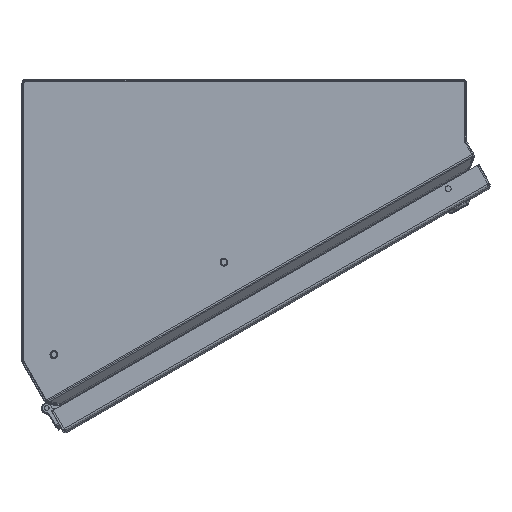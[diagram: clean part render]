
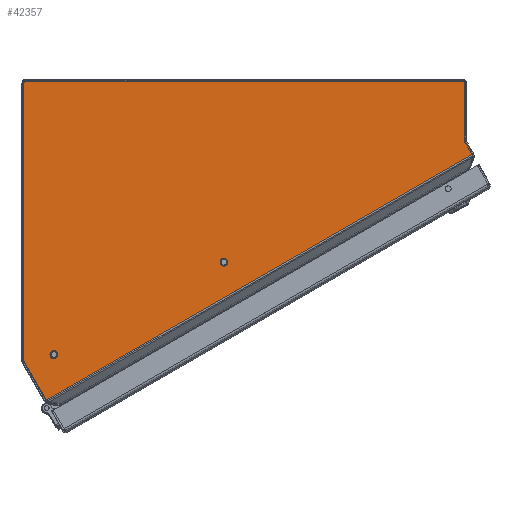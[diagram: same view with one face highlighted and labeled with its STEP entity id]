
A CAD part, top view. The second image highlights one B-rep face of the part: STEP entity #42357.
In plain terms, the highlighted planar face has unit normal (0, 0, 1).
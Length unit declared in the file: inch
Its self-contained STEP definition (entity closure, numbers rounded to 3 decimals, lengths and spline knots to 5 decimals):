
#1286 = EDGE_CURVE ( 'NONE', #50322, #31640, #82691, .T. ) ;
#1316 = FACE_BOUND ( 'NONE', #36720, .T. ) ;
#1432 = VECTOR ( 'NONE', #14983, 39.37008 ) ;
#2741 = AXIS2_PLACEMENT_3D ( 'NONE', #92809, #24696, #22701 ) ;
#3059 = VECTOR ( 'NONE', #15267, 39.37008 ) ;
#3117 = CIRCLE ( 'NONE', #37191, 0.06 ) ;
#5165 = VERTEX_POINT ( 'NONE', #64233 ) ;
#5402 = VECTOR ( 'NONE', #32502, 39.37008 ) ;
#8951 = DIRECTION ( 'NONE',  ( 1., 0., 0. ) ) ;
#8973 = DIRECTION ( 'NONE',  ( -1., 0., 0. ) ) ;
#9378 = ORIENTED_EDGE ( 'NONE', *, *, #41540, .F. ) ;
#10631 = VECTOR ( 'NONE', #92475, 39.37008 ) ;
#11169 = ORIENTED_EDGE ( 'NONE', *, *, #95594, .T. ) ;
#11397 = CARTESIAN_POINT ( 'NONE',  ( 7.09505, 1.91, 12. ) ) ;
#11452 = EDGE_CURVE ( 'NONE', #63049, #78397, #74624, .T. ) ;
#12054 = EDGE_CURVE ( 'NONE', #68296, #5165, #83613, .T. ) ;
#12509 = VERTEX_POINT ( 'NONE', #56532 ) ;
#14290 = CARTESIAN_POINT ( 'NONE',  ( -7.15505, 1.91, 12. ) ) ;
#14983 = DIRECTION ( 'NONE',  ( -0.5, 0.866, 0. ) ) ;
#15267 = DIRECTION ( 'NONE',  ( 0.5, -0.866, 0. ) ) ;
#15930 = ORIENTED_EDGE ( 'NONE', *, *, #52756, .F. ) ;
#16263 = CARTESIAN_POINT ( 'NONE',  ( 7.39019, -0.41532, 12. ) ) ;
#18411 = EDGE_CURVE ( 'NONE', #83419, #50322, #61140, .T. ) ;
#19857 = CIRCLE ( 'NONE', #70155, 0.0965 ) ;
#20034 = CIRCLE ( 'NONE', #57435, 0.0965 ) ;
#20999 = DIRECTION ( 'NONE',  ( 1., 0., 0. ) ) ;
#22701 = DIRECTION ( 'NONE',  ( 1., 0., 0. ) ) ;
#22734 = CARTESIAN_POINT ( 'NONE',  ( -0.65606, -3.80963, 12. ) ) ;
#22852 = VECTOR ( 'NONE', #46160, 39.37008 ) ;
#23251 = VERTEX_POINT ( 'NONE', #27723 ) ;
#24209 = DIRECTION ( 'NONE',  ( 0., 0., 1. ) ) ;
#24696 = DIRECTION ( 'NONE',  ( 0., 0., 1. ) ) ;
#25347 = ORIENTED_EDGE ( 'NONE', *, *, #27177, .T. ) ;
#25484 = ORIENTED_EDGE ( 'NONE', *, *, #11452, .F. ) ;
#25918 = ORIENTED_EDGE ( 'NONE', *, *, #92502, .F. ) ;
#27177 = EDGE_CURVE ( 'NONE', #23251, #90831, #52836, .T. ) ;
#27723 = CARTESIAN_POINT ( 'NONE',  ( 7.15505, 0.00803, 12. ) ) ;
#27733 = DIRECTION ( 'NONE',  ( 0., 0., 1. ) ) ;
#28878 = ORIENTED_EDGE ( 'NONE', *, *, #97177, .T. ) ;
#29980 = EDGE_CURVE ( 'NONE', #78397, #37969, #54942, .T. ) ;
#30452 = VERTEX_POINT ( 'NONE', #63437 ) ;
#30982 = LINE ( 'NONE', #84898, #3059 ) ;
#31240 = VECTOR ( 'NONE', #90797, 39.37008 ) ;
#31640 = VERTEX_POINT ( 'NONE', #92404 ) ;
#32400 = VECTOR ( 'NONE', #75007, 39.37008 ) ;
#32502 = DIRECTION ( 'NONE',  ( -0.866, -0.5, 0. ) ) ;
#32660 = EDGE_CURVE ( 'NONE', #90831, #12509, #41596, .T. ) ;
#32686 = CARTESIAN_POINT ( 'NONE',  ( -7.09505, 1.97, 12. ) ) ;
#32884 = CIRCLE ( 'NONE', #70466, 0.06 ) ;
#33838 = ORIENTED_EDGE ( 'NONE', *, *, #29980, .F. ) ;
#34513 = ORIENTED_EDGE ( 'NONE', *, *, #32660, .T. ) ;
#34758 = ORIENTED_EDGE ( 'NONE', *, *, #12054, .F. ) ;
#35156 = VERTEX_POINT ( 'NONE', #64668 ) ;
#36062 = CARTESIAN_POINT ( 'NONE',  ( -6.15325, -6.8974, 12. ) ) ;
#36720 = EDGE_LOOP ( 'NONE', ( #9378, #68540 ) ) ;
#37191 = AXIS2_PLACEMENT_3D ( 'NONE', #57741, #59247, #51105 ) ;
#37969 = VERTEX_POINT ( 'NONE', #54298 ) ;
#38082 = LINE ( 'NONE', #68185, #10631 ) ;
#38137 = AXIS2_PLACEMENT_3D ( 'NONE', #74540, #27733, #83640 ) ;
#38258 = CARTESIAN_POINT ( 'NONE',  ( -7.15505, 1.91, 12. ) ) ;
#40288 = VECTOR ( 'NONE', #97430, 39.37008 ) ;
#41540 = EDGE_CURVE ( 'NONE', #35156, #87287, #20034, .T. ) ;
#41596 = CIRCLE ( 'NONE', #64369, 0.06 ) ;
#42346 = CARTESIAN_POINT ( 'NONE',  ( 7.15505, 1.91, 12. ) ) ;
#42357 = ADVANCED_FACE ( 'NONE', ( #1316, #79097, #63352 ), #55751, .T. ) ;
#45548 = ORIENTED_EDGE ( 'NONE', *, *, #85741, .T. ) ;
#46160 = DIRECTION ( 'NONE',  ( 0., 1., 0. ) ) ;
#46303 = CARTESIAN_POINT ( 'NONE',  ( -0.65606, -3.90613, 12. ) ) ;
#47889 = CIRCLE ( 'NONE', #38137, 0.0965 ) ;
#50322 = VERTEX_POINT ( 'NONE', #14290 ) ;
#51105 = DIRECTION ( 'NONE',  ( -0.866, -0.5, 0. ) ) ;
#52642 = CARTESIAN_POINT ( 'NONE',  ( -7.143, -7.1231, 12. ) ) ;
#52756 = EDGE_CURVE ( 'NONE', #83419, #12509, #66882, .T. ) ;
#52836 = LINE ( 'NONE', #83816, #22852 ) ;
#52986 = DIRECTION ( 'NONE',  ( 0., 0., 1. ) ) ;
#53057 = ORIENTED_EDGE ( 'NONE', *, *, #1286, .T. ) ;
#54298 = CARTESIAN_POINT ( 'NONE',  ( -6.41426, -8.38532, 12. ) ) ;
#54942 = LINE ( 'NONE', #16263, #5402 ) ;
#55751 = PLANE ( 'NONE',  #2741 ) ;
#56376 = CARTESIAN_POINT ( 'NONE',  ( -6.05675, -6.8974, 12. ) ) ;
#56532 = CARTESIAN_POINT ( 'NONE',  ( 7.09505, 1.97, 12. ) ) ;
#57435 = AXIS2_PLACEMENT_3D ( 'NONE', #46303, #52986, #77351 ) ;
#57741 = CARTESIAN_POINT ( 'NONE',  ( 7.21505, 0.00803, 12. ) ) ;
#57931 = EDGE_CURVE ( 'NONE', #31640, #5165, #32884, .T. ) ;
#59247 = DIRECTION ( 'NONE',  ( 0., 0., -1. ) ) ;
#61140 = CIRCLE ( 'NONE', #64418, 0.06 ) ;
#63049 = VERTEX_POINT ( 'NONE', #64669 ) ;
#63352 = FACE_OUTER_BOUND ( 'NONE', #97247, .T. ) ;
#63437 = CARTESIAN_POINT ( 'NONE',  ( -6.24975, -6.8974, 12. ) ) ;
#64233 = CARTESIAN_POINT ( 'NONE',  ( -7.14701, -7.11615, 12. ) ) ;
#64369 = AXIS2_PLACEMENT_3D ( 'NONE', #11397, #65793, #20999 ) ;
#64418 = AXIS2_PLACEMENT_3D ( 'NONE', #72222, #80317, #71178 ) ;
#64668 = CARTESIAN_POINT ( 'NONE',  ( -0.65606, -4.00263, 12. ) ) ;
#64669 = CARTESIAN_POINT ( 'NONE',  ( 7.1671, -0.02892, 12. ) ) ;
#65793 = DIRECTION ( 'NONE',  ( 0., 0., 1. ) ) ;
#66882 = LINE ( 'NONE', #90721, #32400 ) ;
#68185 = CARTESIAN_POINT ( 'NONE',  ( -6.41426, -8.38532, 12. ) ) ;
#68296 = VERTEX_POINT ( 'NONE', #93604 ) ;
#68540 = ORIENTED_EDGE ( 'NONE', *, *, #77303, .F. ) ;
#68626 = DIRECTION ( 'NONE',  ( -1., 0., 0. ) ) ;
#70155 = AXIS2_PLACEMENT_3D ( 'NONE', #36062, #75272, #68626 ) ;
#70466 = AXIS2_PLACEMENT_3D ( 'NONE', #94817, #24209, #8973 ) ;
#71178 = DIRECTION ( 'NONE',  ( 0., 1., 0. ) ) ;
#72009 = DIRECTION ( 'NONE',  ( 0., 0., -1. ) ) ;
#72222 = CARTESIAN_POINT ( 'NONE',  ( -7.09505, 1.91, 12. ) ) ;
#73494 = CARTESIAN_POINT ( 'NONE',  ( 7.16309, -0.02197, 12. ) ) ;
#74150 = CARTESIAN_POINT ( 'NONE',  ( 7.1671, -0.02892, 12. ) ) ;
#74540 = CARTESIAN_POINT ( 'NONE',  ( -0.65606, -3.90613, 12. ) ) ;
#74624 = LINE ( 'NONE', #74150, #40288 ) ;
#75007 = DIRECTION ( 'NONE',  ( 1., 0., 0. ) ) ;
#75272 = DIRECTION ( 'NONE',  ( 0., 0., -1. ) ) ;
#77303 = EDGE_CURVE ( 'NONE', #87287, #35156, #47889, .T. ) ;
#77351 = DIRECTION ( 'NONE',  ( 0., -1., 0. ) ) ;
#78051 = EDGE_CURVE ( 'NONE', #37969, #68296, #38082, .T. ) ;
#78397 = VERTEX_POINT ( 'NONE', #93474 ) ;
#79097 = FACE_BOUND ( 'NONE', #94959, .T. ) ;
#80297 = VERTEX_POINT ( 'NONE', #56376 ) ;
#80317 = DIRECTION ( 'NONE',  ( 0., 0., 1. ) ) ;
#82691 = LINE ( 'NONE', #38258, #31240 ) ;
#83419 = VERTEX_POINT ( 'NONE', #32686 ) ;
#83613 = LINE ( 'NONE', #52642, #1432 ) ;
#83640 = DIRECTION ( 'NONE',  ( 0., 1., 0. ) ) ;
#83816 = CARTESIAN_POINT ( 'NONE',  ( 7.15505, 0.00803, 12. ) ) ;
#83890 = ORIENTED_EDGE ( 'NONE', *, *, #78051, .F. ) ;
#84898 = CARTESIAN_POINT ( 'NONE',  ( 7.16309, -0.02197, 12. ) ) ;
#85741 = EDGE_CURVE ( 'NONE', #30452, #80297, #19857, .T. ) ;
#86204 = AXIS2_PLACEMENT_3D ( 'NONE', #95298, #72009, #8951 ) ;
#87287 = VERTEX_POINT ( 'NONE', #22734 ) ;
#87887 = CIRCLE ( 'NONE', #86204, 0.0965 ) ;
#88513 = ORIENTED_EDGE ( 'NONE', *, *, #18411, .T. ) ;
#90721 = CARTESIAN_POINT ( 'NONE',  ( -7.09505, 1.97, 12. ) ) ;
#90797 = DIRECTION ( 'NONE',  ( 0., -1., 0. ) ) ;
#90831 = VERTEX_POINT ( 'NONE', #42346 ) ;
#92404 = CARTESIAN_POINT ( 'NONE',  ( -7.15505, -7.08615, 12. ) ) ;
#92475 = DIRECTION ( 'NONE',  ( -0.5, 0.866, 0. ) ) ;
#92502 = EDGE_CURVE ( 'NONE', #95599, #63049, #30982, .T. ) ;
#92809 = CARTESIAN_POINT ( 'NONE',  ( -0.00001, 0., 12. ) ) ;
#93474 = CARTESIAN_POINT ( 'NONE',  ( 7.39019, -0.41532, 12. ) ) ;
#93604 = CARTESIAN_POINT ( 'NONE',  ( -7.143, -7.1231, 12. ) ) ;
#94817 = CARTESIAN_POINT ( 'NONE',  ( -7.09505, -7.08615, 12. ) ) ;
#94959 = EDGE_LOOP ( 'NONE', ( #28878, #45548 ) ) ;
#95298 = CARTESIAN_POINT ( 'NONE',  ( -6.15325, -6.8974, 12. ) ) ;
#95594 = EDGE_CURVE ( 'NONE', #95599, #23251, #3117, .T. ) ;
#95599 = VERTEX_POINT ( 'NONE', #73494 ) ;
#97177 = EDGE_CURVE ( 'NONE', #80297, #30452, #87887, .T. ) ;
#97247 = EDGE_LOOP ( 'NONE', ( #15930, #88513, #53057, #98264, #34758, #83890, #33838, #25484, #25918, #11169, #25347, #34513 ) ) ;
#97430 = DIRECTION ( 'NONE',  ( 0.5, -0.866, 0. ) ) ;
#98264 = ORIENTED_EDGE ( 'NONE', *, *, #57931, .T. ) ;
